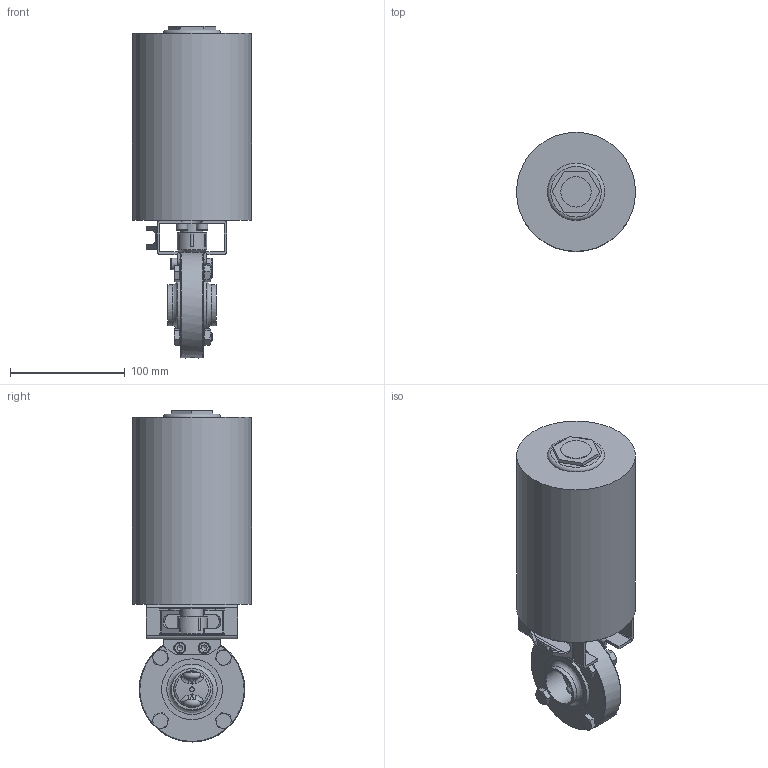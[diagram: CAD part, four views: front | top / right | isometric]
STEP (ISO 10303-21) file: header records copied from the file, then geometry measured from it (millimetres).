
FILE_DESCRIPTION((''),'2;1');
FILE_NAME('52240032XX20.stp','2010-11-25T16:20:14',('Creator'),(''),'Autodesk Inventor 2010','Autodesk Inventor 2010','');
FILE_SCHEMA(('AUTOMOTIVE_DESIGN { 1 0 10303 214 1 1 1 1 }'));
Length unit declared in the file: millimetre
Products named in the file (1): 52240032XX20
Bounding box: 103.8 x 103.8 x 289.5 mm (x, y, z)
Volume: 1568394.2 mm3; surface area: 128728.4 mm2
Topology: 1 solids, 5 shells, 490 faces, 1251 edges, 771 vertices
Faces by surface type: plane 271, cylinder 101, cone 67, bspline 32, torus 15, sphere 4
Full cylindrical faces by diameter (mm): 4.134 x1, 6 x2, 7.2 x2, 7.323 x4, 8 x8, 8.5 x4, 10 x8, 11.4 x4, 12.2 x2, 20 x1, 26 x1, 26.5 x1, 28 x1, 32 x2, 36 x2, 53 x2, 92 x1, 103.8 x1
Entity records: 16223 total; most frequent: CARTESIAN_POINT 5491, ORIENTED_EDGE 2196, DIRECTION 2158, EDGE_CURVE 1098, AXIS2_PLACEMENT_3D 844, VERTEX_POINT 728, EDGE_LOOP 638, FACE_OUTER_BOUND 489
